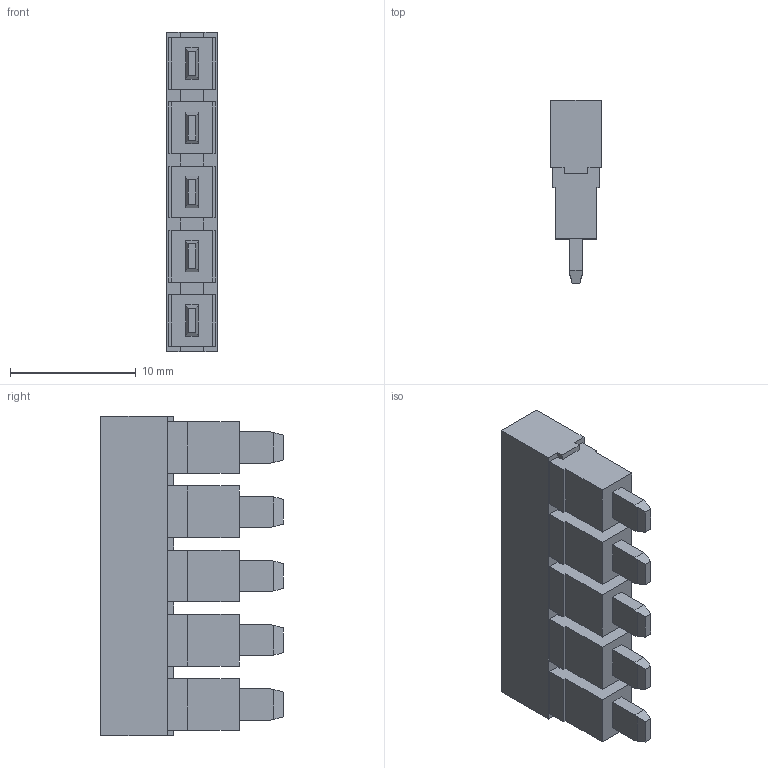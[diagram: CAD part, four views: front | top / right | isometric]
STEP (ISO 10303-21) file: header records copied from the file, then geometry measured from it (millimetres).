
FILE_DESCRIPTION(/* description */ (''),/* implementation_level */ '2;1');
FILE_NAME(/* name */ '3495.8_FQI_2.5-4_5.stp',/* time_stamp */ '2018-06-26T08:48:28+02:00',/* author */ (''),/* organization */ (''),/* preprocessor_version */ 'ST-DEVELOPER v16',/* originating_system */ 'SIEMENS PLM Software NX 10.0',/* authorisation */ '');
FILE_SCHEMA (('CONFIG_CONTROL_DESIGN'));
Length unit declared in the file: millimetre
Products named in the file (1): scho21108117vq3u
Bounding box: 4 x 14.5 x 25.4 mm (x, y, z)
Volume: 982.7 mm3; surface area: 1052.9 mm2
Topology: 1 solids, 1 shells, 115 faces, 324 edges, 216 vertices
Faces by surface type: plane 115
Entity records: 3724 total; most frequent: CARTESIAN_POINT 662, ORIENTED_EDGE 648, DIRECTION 554, EDGE_CURVE 324, LINE 322, VECTOR 322, VERTEX_POINT 216, EDGE_LOOP 120
